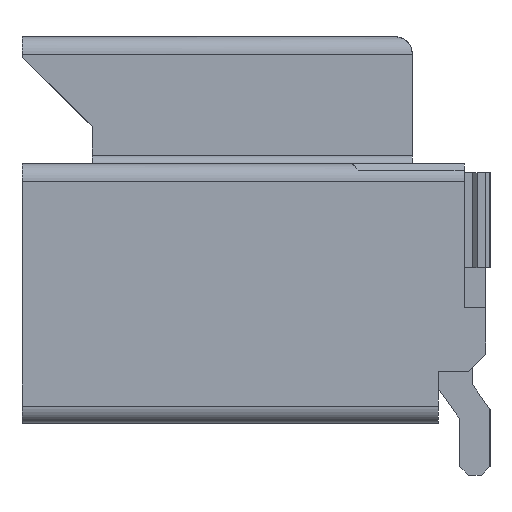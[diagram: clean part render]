
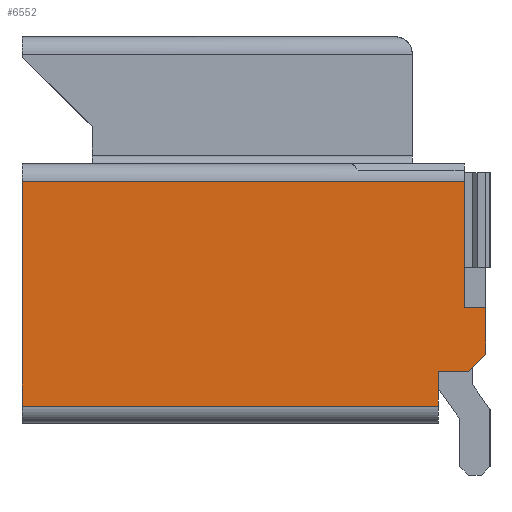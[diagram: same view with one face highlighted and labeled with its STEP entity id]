
A CAD part, left-side view. The second image highlights one B-rep face of the part: STEP entity #6552.
In plain terms, the highlighted planar face has unit normal (-1, 0, 0).
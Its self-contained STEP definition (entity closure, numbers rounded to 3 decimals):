
#1155 = VERTEX_POINT('',#1156);
#1156 = CARTESIAN_POINT('',(-6.,-2.125,-0.91));
#1254 = VERTEX_POINT('',#1255);
#1255 = CARTESIAN_POINT('',(-6.,-2.125,-1.31));
#1262 = EDGE_CURVE('',#1254,#1155,#1263,.T.);
#1263 = LINE('',#1264,#1265);
#1264 = CARTESIAN_POINT('',(-6.,-2.125,-1.31));
#1265 = VECTOR('',#1266,1.);
#1266 = DIRECTION('',(0.,0.,1.));
#2705 = VERTEX_POINT('',#2706);
#2706 = CARTESIAN_POINT('',(-6.,-2.675,-0.71));
#2712 = EDGE_CURVE('',#2705,#2713,#2715,.T.);
#2713 = VERTEX_POINT('',#2714);
#2714 = CARTESIAN_POINT('',(-6.,-2.675,-0.17));
#2715 = LINE('',#2716,#2717);
#2716 = CARTESIAN_POINT('',(-6.,-2.675,-0.71));
#2717 = VECTOR('',#2718,1.);
#2718 = DIRECTION('',(0.,0.,1.));
#3205 = VERTEX_POINT('',#3206);
#3206 = CARTESIAN_POINT('',(-6.,-2.425,-0.17));
#3212 = EDGE_CURVE('',#3213,#3205,#3215,.T.);
#3213 = VERTEX_POINT('',#3214);
#3214 = CARTESIAN_POINT('',(-6.,-2.425,1.29));
#3215 = LINE('',#3216,#3217);
#3216 = CARTESIAN_POINT('',(-6.,-2.425,1.29));
#3217 = VECTOR('',#3218,1.);
#3218 = DIRECTION('',(0.,0.,-1.));
#5535 = VERTEX_POINT('',#5536);
#5536 = CARTESIAN_POINT('',(-6.,2.685,1.29));
#5543 = EDGE_CURVE('',#5544,#5535,#5546,.T.);
#5544 = VERTEX_POINT('',#5545);
#5545 = CARTESIAN_POINT('',(-6.,2.685,-1.31));
#5546 = LINE('',#5547,#5548);
#5547 = CARTESIAN_POINT('',(-6.,2.685,-1.31));
#5548 = VECTOR('',#5549,1.);
#5549 = DIRECTION('',(0.,0.,1.));
#6169 = EDGE_CURVE('',#3213,#5535,#6170,.T.);
#6170 = LINE('',#6171,#6172);
#6171 = CARTESIAN_POINT('',(-6.,-2.425,1.29));
#6172 = VECTOR('',#6173,1.);
#6173 = DIRECTION('',(0.,1.,0.));
#6539 = EDGE_CURVE('',#1254,#5544,#6540,.T.);
#6540 = LINE('',#6541,#6542);
#6541 = CARTESIAN_POINT('',(-6.,-2.125,-1.31));
#6542 = VECTOR('',#6543,1.);
#6543 = DIRECTION('',(0.,1.,0.));
#6552 = ADVANCED_FACE('',(#6553),#6581,.T.);
#6553 = FACE_BOUND('',#6554,.F.);
#6554 = EDGE_LOOP('',(#6555,#6556,#6562,#6563,#6571,#6577,#6578,#6579,
    #6580));
#6555 = ORIENTED_EDGE('',*,*,#3212,.T.);
#6556 = ORIENTED_EDGE('',*,*,#6557,.F.);
#6557 = EDGE_CURVE('',#2713,#3205,#6558,.T.);
#6558 = LINE('',#6559,#6560);
#6559 = CARTESIAN_POINT('',(-6.,-2.675,-0.17));
#6560 = VECTOR('',#6561,1.);
#6561 = DIRECTION('',(0.,1.,0.));
#6562 = ORIENTED_EDGE('',*,*,#2712,.F.);
#6563 = ORIENTED_EDGE('',*,*,#6564,.T.);
#6564 = EDGE_CURVE('',#2705,#6565,#6567,.T.);
#6565 = VERTEX_POINT('',#6566);
#6566 = CARTESIAN_POINT('',(-6.,-2.475,-0.91));
#6567 = LINE('',#6568,#6569);
#6568 = CARTESIAN_POINT('',(-6.,-2.675,-0.71));
#6569 = VECTOR('',#6570,1.);
#6570 = DIRECTION('',(0.,0.707,-0.707));
#6571 = ORIENTED_EDGE('',*,*,#6572,.T.);
#6572 = EDGE_CURVE('',#6565,#1155,#6573,.T.);
#6573 = LINE('',#6574,#6575);
#6574 = CARTESIAN_POINT('',(-6.,-2.475,-0.91));
#6575 = VECTOR('',#6576,1.);
#6576 = DIRECTION('',(0.,1.,0.));
#6577 = ORIENTED_EDGE('',*,*,#1262,.F.);
#6578 = ORIENTED_EDGE('',*,*,#6539,.T.);
#6579 = ORIENTED_EDGE('',*,*,#5543,.T.);
#6580 = ORIENTED_EDGE('',*,*,#6169,.F.);
#6581 = PLANE('',#6582);
#6582 = AXIS2_PLACEMENT_3D('',#6583,#6584,#6585);
#6583 = CARTESIAN_POINT('',(-6.,-2.675,-1.31));
#6584 = DIRECTION('',(-1.,0.,0.));
#6585 = DIRECTION('',(0.,0.,1.));
